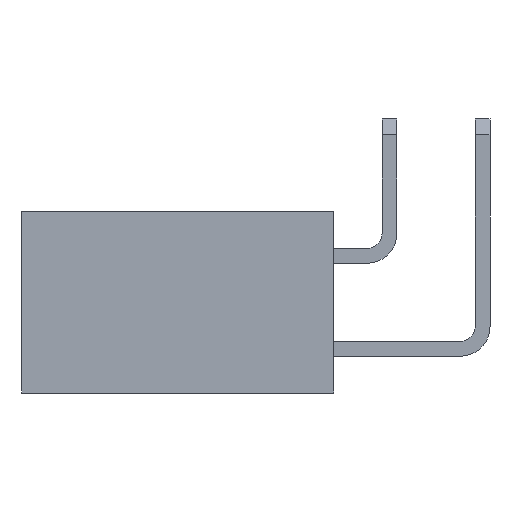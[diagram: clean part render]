
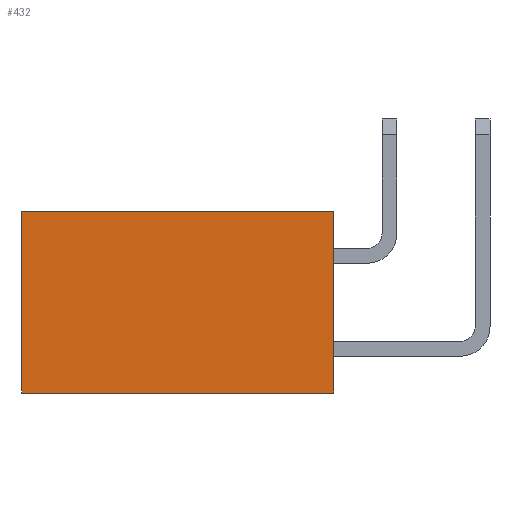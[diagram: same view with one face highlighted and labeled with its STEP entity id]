
A CAD part, left-side view. The second image highlights one B-rep face of the part: STEP entity #432.
In plain terms, the highlighted planar face has unit normal (-1, 0, 0).
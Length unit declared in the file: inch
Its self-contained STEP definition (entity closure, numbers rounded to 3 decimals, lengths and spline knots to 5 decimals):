
#432 = ADVANCED_FACE( '', ( #1081 ), #1082, .F. );
#1081 = FACE_OUTER_BOUND( '', #1995, .T. );
#1082 = PLANE( '', #1996 );
#1995 = EDGE_LOOP( '', ( #3172, #3173, #3174, #3175 ) );
#1996 = AXIS2_PLACEMENT_3D( '', #3176, #3177, #3178 );
#3172 = ORIENTED_EDGE( '', *, *, #5731, .T. );
#3173 = ORIENTED_EDGE( '', *, *, #5756, .F. );
#3174 = ORIENTED_EDGE( '', *, *, #5757, .F. );
#3175 = ORIENTED_EDGE( '', *, *, #5715, .T. );
#3176 = CARTESIAN_POINT( '', ( -0.41, 0.335, -0.0975 ) );
#3177 = DIRECTION( '', ( 1., 0., 0. ) );
#3178 = DIRECTION( '', ( 0., 0., -1. ) );
#5715 = EDGE_CURVE( '', #6974, #6972, #6975, .T. );
#5731 = EDGE_CURVE( '', #6972, #6999, #7001, .T. );
#5756 = EDGE_CURVE( '', #7042, #6999, #7043, .T. );
#5757 = EDGE_CURVE( '', #6974, #7042, #7044, .T. );
#6972 = VERTEX_POINT( '', #8753 );
#6974 = VERTEX_POINT( '', #8756 );
#6975 = LINE( '', #8757, #8758 );
#6999 = VERTEX_POINT( '', #8791 );
#7001 = LINE( '', #8794, #8795 );
#7042 = VERTEX_POINT( '', #8852 );
#7043 = LINE( '', #8853, #8854 );
#7044 = LINE( '', #8855, #8856 );
#8753 = CARTESIAN_POINT( '', ( -0.41, 0., -0.0975 ) );
#8756 = CARTESIAN_POINT( '', ( -0.41, 0.335, -0.0975 ) );
#8757 = CARTESIAN_POINT( '', ( -0.41, 0.335, -0.0975 ) );
#8758 = VECTOR( '', #10722, 39.37008 );
#8791 = CARTESIAN_POINT( '', ( -0.41, 0., 0.0975 ) );
#8794 = CARTESIAN_POINT( '', ( -0.41, 0., -0.0975 ) );
#8795 = VECTOR( '', #10739, 39.37008 );
#8852 = CARTESIAN_POINT( '', ( -0.41, 0.335, 0.0975 ) );
#8853 = CARTESIAN_POINT( '', ( -0.41, 0.335, 0.0975 ) );
#8854 = VECTOR( '', #10762, 39.37008 );
#8855 = CARTESIAN_POINT( '', ( -0.41, 0.335, -0.0975 ) );
#8856 = VECTOR( '', #10763, 39.37008 );
#10722 = DIRECTION( '', ( 0., -1., 0. ) );
#10739 = DIRECTION( '', ( 0., 0., 1. ) );
#10762 = DIRECTION( '', ( 0., -1., 0. ) );
#10763 = DIRECTION( '', ( 0., 0., 1. ) );
